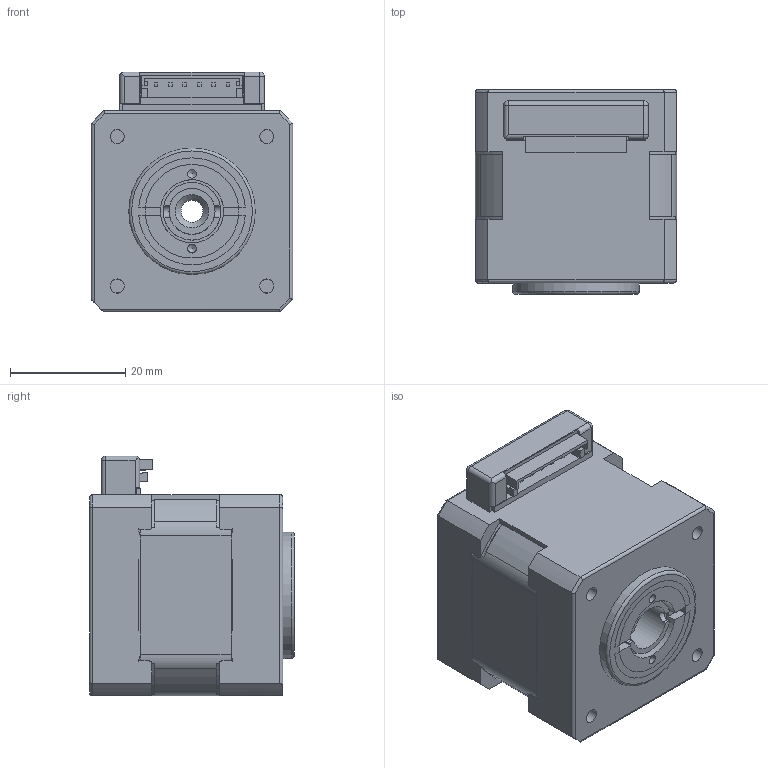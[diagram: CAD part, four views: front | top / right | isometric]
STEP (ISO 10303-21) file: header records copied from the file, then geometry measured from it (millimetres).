
FILE_DESCRIPTION((''),'2;1');
FILE_NAME('LA-A.stp','2020-03-04T13:33:19',('tao.xu'),(''),'Autodesk Inventor 2013','Autodesk Inventor 2013','');
FILE_SCHEMA(('CONFIG_CONTROL_DESIGN'));
Length unit declared in the file: millimetre
Products named in the file (1): 零件1
Bounding box: 35 x 35.6 x 41.72 mm (x, y, z)
Volume: 39945.7 mm3; surface area: 12428.2 mm2
Topology: 1 solids, 2 shells, 624 faces, 1767 edges, 1126 vertices
Faces by surface type: plane 373, cylinder 134, cone 88, torus 24, sphere 5
Full cylindrical faces by diameter (mm): 1.2 x6, 1.5 x2, 2.459 x4, 2.675 x4, 3 x4, 3.2 x8, 3.8 x1, 5.5 x4, 8 x2, 10 x1, 11 x1, 12 x1, 22 x1
Entity records: 21146 total; most frequent: CARTESIAN_POINT 4714, ORIENTED_EDGE 3360, DIRECTION 3265, EDGE_CURVE 1680, AXIS2_PLACEMENT_3D 1168, VERTEX_POINT 1105, VECTOR 929, LINE 929
